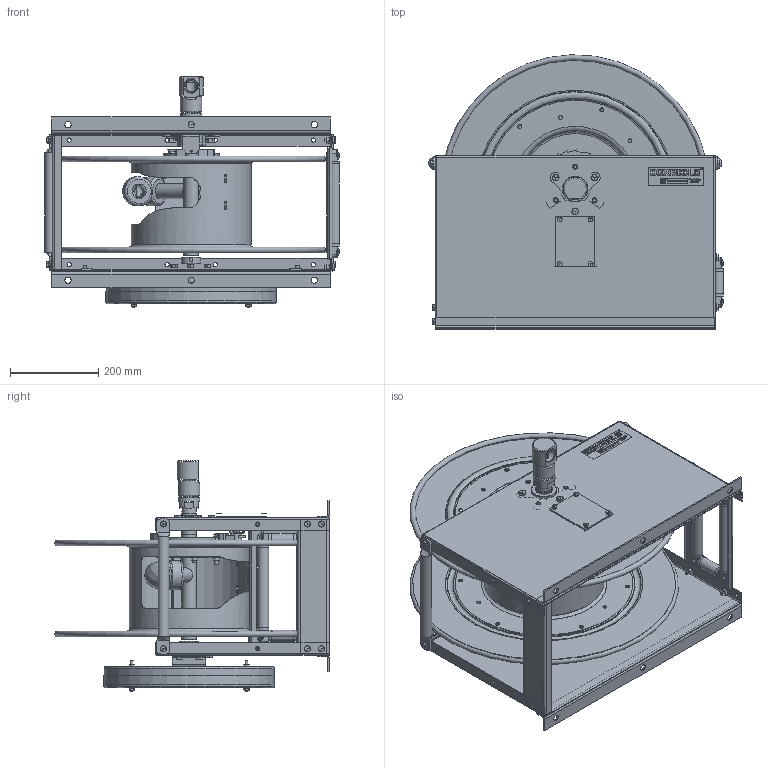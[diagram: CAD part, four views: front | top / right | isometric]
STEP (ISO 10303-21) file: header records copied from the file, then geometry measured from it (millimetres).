
FILE_DESCRIPTION(/* description */ (''),/* implementation_level */ '2;1');
FILE_NAME(/* name */ 'SLPL-650_SHARED.stp',/* time_stamp */ '2015-02-26T13:22:25-07:00',/* author */ ('MEngquist'),/* organization */ (''),/* preprocessor_version */ 'ST-DEVELOPER v15.6',/* originating_system */ 'Autodesk Inventor 2015',/* authorisation */ '');
FILE_SCHEMA (('AUTOMOTIVE_DESIGN { 1 0 10303 214 3 1 1 }'));
Length unit declared in the file: inch
Products named in the file (1): SLPL-650_SHARED
Bounding box: 669.01 x 622.21 x 522.69 mm (x, y, z)
Surface area: 3474306.9 mm2 (no closed solid volume)
Topology: 0 solids, 214 shells, 569 faces, 4500 edges, 4055 vertices
Faces by surface type: plane 382, cylinder 124, torus 30, bspline 15, cone 14, sphere 4
Full cylindrical faces by diameter (mm): 6.35 x4, 7.798 x3, 7.938 x8, 12.7 x3, 14.287 x6, 22.225 x1, 25.4 x16, 28.956 x1, 30.988 x1, 33.223 x2, 33.401 x2, 41.402 x1, 44.323 x1, 48.768 x2, 57.125 x1, 261.635 x1, 387.096 x1, 388.62 x1
Entity records: 44536 total; most frequent: CARTESIAN_POINT 13539, DIRECTION 5342, ORIENTED_EDGE 4920, EDGE_CURVE 4382, VERTEX_POINT 4025, LINE 2190, VECTOR 2190, AXIS2_PLACEMENT_3D 1576
